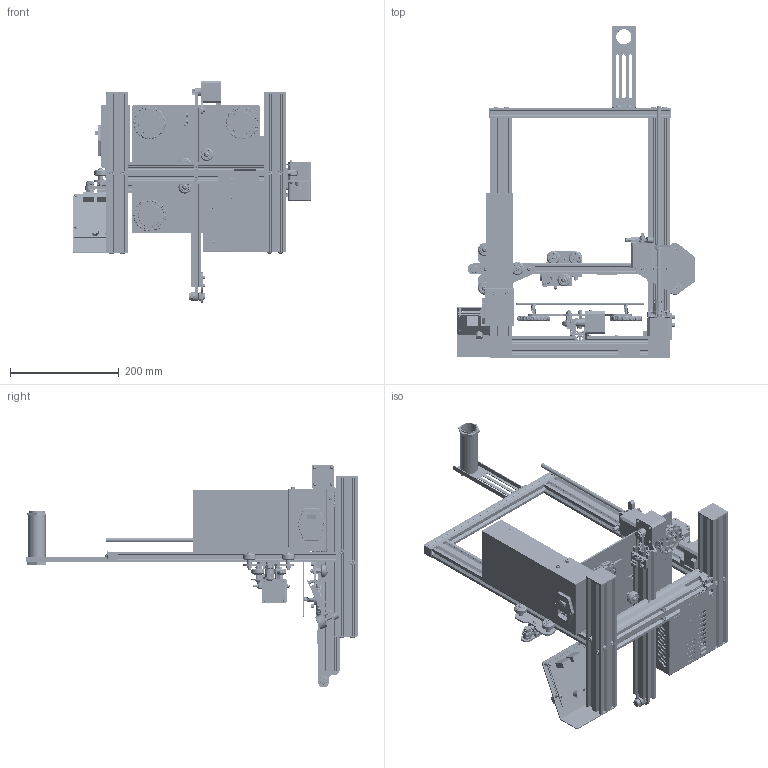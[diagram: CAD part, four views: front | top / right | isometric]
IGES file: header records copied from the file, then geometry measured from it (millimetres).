
Start section: SolidWorks IGES file using analytic representation for surfaces
Global section: file name: Ender3.IGS; native system: SolidWorks 2016; preprocessor: SolidWorks 2016; author: Administrator; date: 180904.175604; units: millimetre
Bounding box: 439.36 x 610.4 x 410 mm (x, y, z)
Surface area: 1762019.7 mm2 (no closed solid volume)
Topology: 0 solids, 0 shells, 23701 faces, 302434 edges, 299299 vertices
Faces by surface type: bspline 15804, revolution 7897
